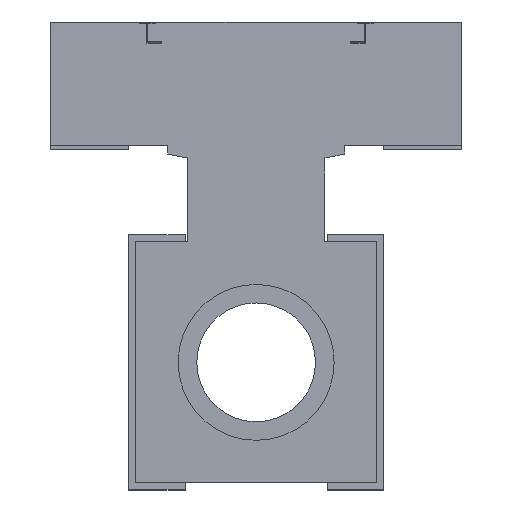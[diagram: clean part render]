
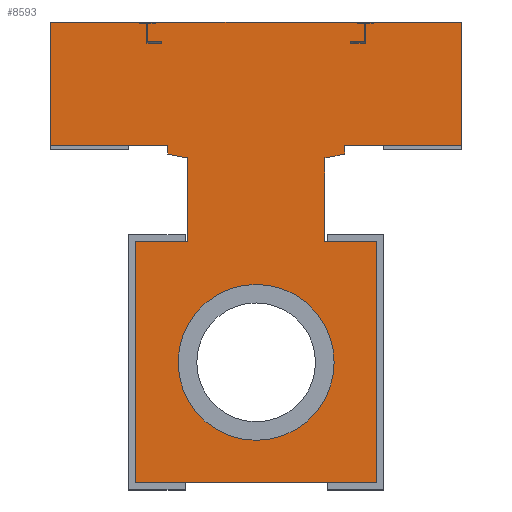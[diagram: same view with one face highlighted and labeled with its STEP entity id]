
A CAD part, front view. The second image highlights one B-rep face of the part: STEP entity #8593.
In plain terms, the highlighted planar face has unit normal (0, -1, 0).
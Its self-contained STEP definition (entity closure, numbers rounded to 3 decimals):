
#304=PLANE('',#9098);
#419=LINE('',#11006,#1079);
#436=LINE('',#11056,#1096);
#439=LINE('',#11063,#1099);
#451=LINE('',#11114,#1111);
#453=LINE('',#11118,#1113);
#804=LINE('',#12086,#1464);
#841=LINE('',#12220,#1501);
#842=LINE('',#12222,#1502);
#880=LINE('',#12347,#1540);
#881=LINE('',#12349,#1541);
#884=LINE('',#12355,#1544);
#889=LINE('',#12367,#1549);
#891=LINE('',#12370,#1551);
#919=LINE('',#12471,#1579);
#940=LINE('',#12551,#1600);
#952=LINE('',#12585,#1612);
#954=LINE('',#12589,#1614);
#962=LINE('',#12610,#1622);
#963=LINE('',#12619,#1623);
#965=LINE('',#12623,#1625);
#978=LINE('',#12667,#1638);
#981=LINE('',#12685,#1641);
#982=LINE('',#12687,#1642);
#983=LINE('',#12689,#1643);
#984=LINE('',#12691,#1644);
#985=LINE('',#12692,#1645);
#1079=VECTOR('',#9307,1000.);
#1096=VECTOR('',#9346,1000.);
#1099=VECTOR('',#9351,1000.);
#1111=VECTOR('',#9377,1000.);
#1113=VECTOR('',#9381,1000.);
#1464=VECTOR('',#10152,1000.);
#1501=VECTOR('',#10247,1000.);
#1502=VECTOR('',#10250,1000.);
#1540=VECTOR('',#10342,1000.);
#1541=VECTOR('',#10345,1000.);
#1544=VECTOR('',#10350,1000.);
#1549=VECTOR('',#10365,1000.);
#1551=VECTOR('',#10369,1000.);
#1579=VECTOR('',#10443,1000.);
#1600=VECTOR('',#10510,1000.);
#1612=VECTOR('',#10548,1000.);
#1614=VECTOR('',#10552,1000.);
#1622=VECTOR('',#10582,1000.);
#1623=VECTOR('',#10595,1000.);
#1625=VECTOR('',#10599,1000.);
#1638=VECTOR('',#10648,1000.);
#1641=VECTOR('',#10667,1000.);
#1642=VECTOR('',#10670,1000.);
#1643=VECTOR('',#10671,1000.);
#1644=VECTOR('',#10672,1000.);
#1645=VECTOR('',#10673,1000.);
#3164=ORIENTED_EDGE('',*,*,#3537,.T.);
#3165=ORIENTED_EDGE('',*,*,#4256,.F.);
#3166=ORIENTED_EDGE('',*,*,#4194,.F.);
#3167=ORIENTED_EDGE('',*,*,#4145,.F.);
#3168=ORIENTED_EDGE('',*,*,#4142,.F.);
#3169=ORIENTED_EDGE('',*,*,#4141,.F.);
#3170=ORIENTED_EDGE('',*,*,#4228,.F.);
#3171=ORIENTED_EDGE('',*,*,#4282,.F.);
#3172=ORIENTED_EDGE('',*,*,#3958,.T.);
#3173=ORIENTED_EDGE('',*,*,#3572,.T.);
#3174=ORIENTED_EDGE('',*,*,#4291,.T.);
#3175=ORIENTED_EDGE('',*,*,#4292,.T.);
#3176=ORIENTED_EDGE('',*,*,#4293,.T.);
#3177=ORIENTED_EDGE('',*,*,#4261,.T.);
#3178=ORIENTED_EDGE('',*,*,#4259,.T.);
#3179=ORIENTED_EDGE('',*,*,#3592,.F.);
#3180=ORIENTED_EDGE('',*,*,#4151,.T.);
#3181=ORIENTED_EDGE('',*,*,#4153,.T.);
#3182=ORIENTED_EDGE('',*,*,#4034,.T.);
#3183=ORIENTED_EDGE('',*,*,#4089,.F.);
#3184=ORIENTED_EDGE('',*,*,#4090,.T.);
#3185=ORIENTED_EDGE('',*,*,#3590,.F.);
#3186=ORIENTED_EDGE('',*,*,#4244,.T.);
#3187=ORIENTED_EDGE('',*,*,#4246,.T.);
#3188=ORIENTED_EDGE('',*,*,#4290,.T.);
#3189=ORIENTED_EDGE('',*,*,#4294,.T.);
#3190=ORIENTED_EDGE('',*,*,#3545,.T.);
#3191=ORIENTED_EDGE('',*,*,#3569,.T.);
#3192=ORIENTED_EDGE('',*,*,#4146,.T.);
#3537=EDGE_CURVE('',#4414,#4413,#4984,.T.);
#3545=EDGE_CURVE('',#4420,#4419,#419,.T.);
#3569=EDGE_CURVE('',#4419,#4414,#436,.T.);
#3572=EDGE_CURVE('',#4445,#4444,#439,.T.);
#3590=EDGE_CURVE('',#4460,#4461,#451,.T.);
#3592=EDGE_CURVE('',#4462,#4463,#453,.T.);
#3958=EDGE_CURVE('',#4714,#4445,#5034,.T.);
#4034=EDGE_CURVE('',#4770,#4769,#804,.T.);
#4089=EDGE_CURVE('',#4810,#4769,#841,.T.);
#4090=EDGE_CURVE('',#4810,#4461,#842,.T.);
#4141=EDGE_CURVE('',#4843,#4842,#880,.T.);
#4142=EDGE_CURVE('',#4842,#4844,#881,.T.);
#4145=EDGE_CURVE('',#4844,#4845,#884,.T.);
#4146=EDGE_CURVE('',#4846,#4846,#5059,.T.);
#4151=EDGE_CURVE('',#4462,#4847,#889,.T.);
#4153=EDGE_CURVE('',#4847,#4770,#891,.T.);
#4194=EDGE_CURVE('',#4845,#4871,#919,.T.);
#4228=EDGE_CURVE('',#4890,#4843,#940,.T.);
#4244=EDGE_CURVE('',#4460,#4899,#952,.T.);
#4246=EDGE_CURVE('',#4899,#4900,#954,.T.);
#4256=EDGE_CURVE('',#4871,#4413,#962,.T.);
#4259=EDGE_CURVE('',#4905,#4463,#963,.T.);
#4261=EDGE_CURVE('',#4906,#4905,#965,.T.);
#4282=EDGE_CURVE('',#4714,#4890,#978,.T.);
#4290=EDGE_CURVE('',#4900,#4925,#981,.T.);
#4291=EDGE_CURVE('',#4444,#4926,#982,.T.);
#4292=EDGE_CURVE('',#4926,#4927,#983,.T.);
#4293=EDGE_CURVE('',#4927,#4906,#984,.T.);
#4294=EDGE_CURVE('',#4925,#4420,#985,.T.);
#4413=VERTEX_POINT('',#10990);
#4414=VERTEX_POINT('',#10992);
#4419=VERTEX_POINT('',#11005);
#4420=VERTEX_POINT('',#11007);
#4444=VERTEX_POINT('',#11062);
#4445=VERTEX_POINT('',#11064);
#4460=VERTEX_POINT('',#11113);
#4461=VERTEX_POINT('',#11115);
#4462=VERTEX_POINT('',#11119);
#4463=VERTEX_POINT('',#11120);
#4714=VERTEX_POINT('',#11924);
#4769=VERTEX_POINT('',#12085);
#4770=VERTEX_POINT('',#12087);
#4810=VERTEX_POINT('',#12219);
#4842=VERTEX_POINT('',#12344);
#4843=VERTEX_POINT('',#12346);
#4844=VERTEX_POINT('',#12350);
#4845=VERTEX_POINT('',#12354);
#4846=VERTEX_POINT('',#12358);
#4847=VERTEX_POINT('',#12366);
#4871=VERTEX_POINT('',#12472);
#4890=VERTEX_POINT('',#12550);
#4899=VERTEX_POINT('',#12584);
#4900=VERTEX_POINT('',#12588);
#4905=VERTEX_POINT('',#12620);
#4906=VERTEX_POINT('',#12624);
#4925=VERTEX_POINT('',#12684);
#4926=VERTEX_POINT('',#12688);
#4927=VERTEX_POINT('',#12690);
#4984=CIRCLE('',#8693,30.);
#5034=CIRCLE('',#8899,30.);
#5059=CIRCLE('',#8989,5.5);
#5447=EDGE_LOOP('',(#3164,#3165,#3166,#3167,#3168,#3169,#3170,#3171,#3172,
#3173,#3174,#3175,#3176,#3177,#3178,#3179,#3180,#3181,#3182,#3183,#3184,
#3185,#3186,#3187,#3188,#3189,#3190,#3191));
#5448=EDGE_LOOP('',(#3192));
#5855=FACE_BOUND('',#5447,.T.);
#5856=FACE_BOUND('',#5448,.T.);
#8593=ADVANCED_FACE('',(#5855,#5856),#304,.F.);
#8693=AXIS2_PLACEMENT_3D('',#10991,#9292,#9293);
#8899=AXIS2_PLACEMENT_3D('',#11925,#10023,#10024);
#8989=AXIS2_PLACEMENT_3D('',#12357,#10353,#10354);
#9098=AXIS2_PLACEMENT_3D('',#12686,#10668,#10669);
#9292=DIRECTION('',(0.,-1.,0.));
#9293=DIRECTION('',(1.,0.,0.));
#9307=DIRECTION('',(1.,0.,0.));
#9346=DIRECTION('',(0.,0.,-1.));
#9351=DIRECTION('',(0.,0.,1.));
#9377=DIRECTION('',(0.,0.,1.));
#9381=DIRECTION('',(0.,0.,-1.));
#10023=DIRECTION('',(0.,-1.,0.));
#10024=DIRECTION('',(1.,0.,0.));
#10152=DIRECTION('',(-1.,0.,0.));
#10247=DIRECTION('',(0.,0.,1.));
#10250=DIRECTION('',(1.,0.,0.));
#10342=DIRECTION('',(0.,0.,-1.));
#10345=DIRECTION('',(-1.,0.,0.));
#10350=DIRECTION('',(0.,0.,1.));
#10353=DIRECTION('',(0.,1.,0.));
#10354=DIRECTION('',(1.,0.,0.));
#10365=DIRECTION('',(1.,0.,0.));
#10369=DIRECTION('',(0.,0.,1.));
#10443=DIRECTION('',(1.,0.,0.));
#10510=DIRECTION('',(1.,0.,0.));
#10548=DIRECTION('',(-1.,0.,0.));
#10552=DIRECTION('',(0.,0.,1.));
#10582=DIRECTION('',(0.,0.,1.));
#10595=DIRECTION('',(-1.,0.,0.));
#10599=DIRECTION('',(0.,0.,-1.));
#10648=DIRECTION('',(0.,0.,-1.));
#10667=DIRECTION('',(-1.,0.,0.));
#10668=DIRECTION('',(0.,1.,0.));
#10669=DIRECTION('',(0.,0.,1.));
#10670=DIRECTION('',(1.,0.,0.));
#10671=DIRECTION('',(0.,0.,1.));
#10672=DIRECTION('',(-1.,0.,0.));
#10673=DIRECTION('',(0.,0.,-1.));
#10990=CARTESIAN_POINT('',(-4.85,0.,14.425));
#10991=CARTESIAN_POINT('',(0.009,0.,44.029));
#10992=CARTESIAN_POINT('',(-6.25,0.,14.689));
#11005=CARTESIAN_POINT('',(-6.25,0.,15.3));
#11006=CARTESIAN_POINT('',(-14.5,0.,15.3));
#11007=CARTESIAN_POINT('',(-14.5,0.,15.3));
#11056=CARTESIAN_POINT('',(-6.25,0.,14.417));
#11062=CARTESIAN_POINT('',(6.25,0.,15.3));
#11063=CARTESIAN_POINT('',(6.25,0.,14.917));
#11064=CARTESIAN_POINT('',(6.25,0.,14.685));
#11113=CARTESIAN_POINT('',(-6.65,0.,22.5));
#11114=CARTESIAN_POINT('',(-6.65,0.,23.025));
#11115=CARTESIAN_POINT('',(-6.65,0.,22.65));
#11118=CARTESIAN_POINT('',(6.65,0.,21.8));
#11119=CARTESIAN_POINT('',(6.65,0.,22.65));
#11120=CARTESIAN_POINT('',(6.65,0.,22.5));
#11924=CARTESIAN_POINT('',(4.85,0.,14.422));
#11925=CARTESIAN_POINT('',(0.009,0.,44.029));
#12085=CARTESIAN_POINT('',(-7.65,0.,24.));
#12086=CARTESIAN_POINT('',(24.5,0.,24.));
#12087=CARTESIAN_POINT('',(7.65,0.,24.));
#12219=CARTESIAN_POINT('',(-7.65,0.,22.65));
#12220=CARTESIAN_POINT('',(-7.65,0.,23.025));
#12222=CARTESIAN_POINT('',(-9.999,0.,22.65));
#12344=CARTESIAN_POINT('',(8.5,0.,-8.5));
#12346=CARTESIAN_POINT('',(8.5,0.,8.5));
#12347=CARTESIAN_POINT('',(8.5,0.,8.5));
#12349=CARTESIAN_POINT('',(8.5,0.,-8.5));
#12350=CARTESIAN_POINT('',(-8.5,0.,-8.5));
#12354=CARTESIAN_POINT('',(-8.5,0.,8.5));
#12355=CARTESIAN_POINT('',(-8.5,0.,-8.5));
#12357=CARTESIAN_POINT('',(0.,0.,0.));
#12358=CARTESIAN_POINT('',(5.5,0.,0.));
#12366=CARTESIAN_POINT('',(7.65,0.,22.65));
#12367=CARTESIAN_POINT('',(6.75,0.,22.65));
#12370=CARTESIAN_POINT('',(7.65,0.,23.));
#12471=CARTESIAN_POINT('',(-8.5,0.,8.5));
#12472=CARTESIAN_POINT('',(-4.85,0.,8.5));
#12550=CARTESIAN_POINT('',(4.85,0.,8.5));
#12551=CARTESIAN_POINT('',(-8.5,0.,8.5));
#12584=CARTESIAN_POINT('',(-7.7,0.,22.5));
#12585=CARTESIAN_POINT('',(-6.7,0.,22.5));
#12588=CARTESIAN_POINT('',(-7.7,0.,24.));
#12589=CARTESIAN_POINT('',(-7.7,0.,22.5));
#12610=CARTESIAN_POINT('',(-4.85,0.,11.));
#12619=CARTESIAN_POINT('',(7.7,0.,22.5));
#12620=CARTESIAN_POINT('',(7.7,0.,22.5));
#12623=CARTESIAN_POINT('',(7.7,0.,24.));
#12624=CARTESIAN_POINT('',(7.7,0.,24.));
#12667=CARTESIAN_POINT('',(4.85,0.,8.5));
#12684=CARTESIAN_POINT('',(-14.5,0.,24.));
#12685=CARTESIAN_POINT('',(14.5,0.,24.));
#12686=CARTESIAN_POINT('',(0.,0.,0.));
#12687=CARTESIAN_POINT('',(4.85,0.,15.3));
#12688=CARTESIAN_POINT('',(14.5,0.,15.3));
#12689=CARTESIAN_POINT('',(14.5,0.,15.3));
#12690=CARTESIAN_POINT('',(14.5,0.,24.));
#12691=CARTESIAN_POINT('',(14.5,0.,24.));
#12692=CARTESIAN_POINT('',(-14.5,0.,17.3));
